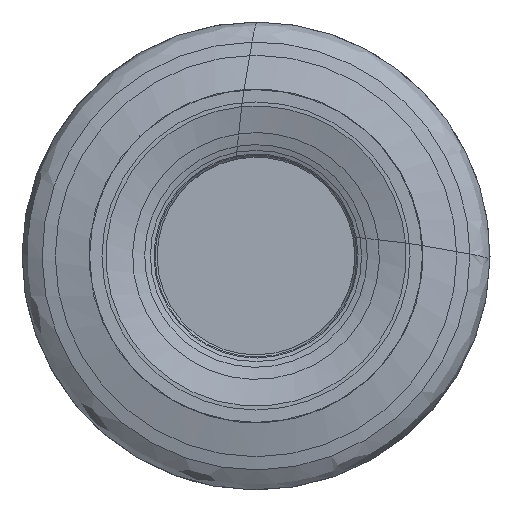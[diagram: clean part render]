
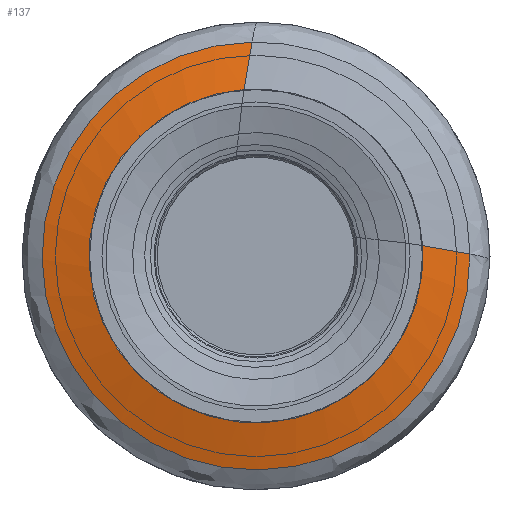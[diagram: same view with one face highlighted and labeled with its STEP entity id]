
A CAD part, left-side view. The second image highlights one B-rep face of the part: STEP entity #137.
In plain terms, the highlighted free-form (B-spline) face has degree [1, 3] with [2, 7] control points.
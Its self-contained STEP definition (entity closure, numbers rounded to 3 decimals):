
#137=ADVANCED_FACE('',(#246),#198,.F.);
#198=(
BOUNDED_SURFACE()
B_SPLINE_SURFACE(1,3,((#1640,#1641,#1642,#1643,#1644,#1645,#1646),(#1647,
#1648,#1649,#1650,#1651,#1652,#1653)),.UNSPECIFIED.,.F.,.F.,.F.)
B_SPLINE_SURFACE_WITH_KNOTS((2,2),(4,3,4),(0.,1.),(0.,0.5,1.),
 .UNSPECIFIED.)
GEOMETRIC_REPRESENTATION_ITEM()
RATIONAL_B_SPLINE_SURFACE(((1.,0.59,0.59,1.,0.59,
0.59,1.),(1.,0.59,0.59,1.,0.59,
0.59,1.)))
REPRESENTATION_ITEM('')
SURFACE()
);
#246=FACE_OUTER_BOUND('',#296,.T.);
#296=EDGE_LOOP('',(#488,#489,#490,#491));
#369=CIRCLE('',#886,7.135);
#370=CIRCLE('',#887,9.143);
#488=ORIENTED_EDGE('',*,*,#744,.F.);
#489=ORIENTED_EDGE('',*,*,#745,.T.);
#490=ORIENTED_EDGE('',*,*,#741,.T.);
#491=ORIENTED_EDGE('',*,*,#746,.T.);
#662=VERTEX_POINT('',#1617);
#663=VERTEX_POINT('',#1618);
#664=VERTEX_POINT('',#1636);
#665=VERTEX_POINT('',#1637);
#741=EDGE_CURVE('',#662,#663,#369,.T.);
#744=EDGE_CURVE('',#664,#665,#370,.T.);
#745=EDGE_CURVE('',#664,#662,#814,.T.);
#746=EDGE_CURVE('',#663,#665,#815,.T.);
#814=LINE('',#1638,#842);
#815=LINE('',#1639,#843);
#842=VECTOR('',#1039,1.);
#843=VECTOR('',#1040,1.);
#886=AXIS2_PLACEMENT_3D('',#1616,#1033,#1034);
#887=AXIS2_PLACEMENT_3D('',#1635,#1037,#1038);
#1033=DIRECTION('',(1.,0.,0.));
#1034=DIRECTION('',(0.,-0.998,0.062));
#1037=DIRECTION('',(1.,0.,0.));
#1038=DIRECTION('',(0.,-1.,0.009));
#1039=DIRECTION('',(-0.249,0.954,0.169));
#1040=DIRECTION('',(0.249,-0.16,0.955));
#1616=CARTESIAN_POINT('',(0.,0.,0.));
#1617=CARTESIAN_POINT('',(0.,-7.121,0.445));
#1618=CARTESIAN_POINT('',(0.,0.51,7.116));
#1635=CARTESIAN_POINT('',(0.528,0.,0.));
#1636=CARTESIAN_POINT('',(0.528,-9.143,0.087));
#1637=CARTESIAN_POINT('',(0.528,0.17,9.142));
#1638=CARTESIAN_POINT('',(0.,-7.121,0.445));
#1639=CARTESIAN_POINT('',(0.,0.51,7.116));
#1640=CARTESIAN_POINT('',(0.,-7.121,0.445));
#1641=CARTESIAN_POINT('',(0.,-7.585,-6.983));
#1642=CARTESIAN_POINT('',(0.,-0.907,-10.27));
#1643=CARTESIAN_POINT('',(0.,4.696,-5.371));
#1644=CARTESIAN_POINT('',(0.,10.299,-0.472));
#1645=CARTESIAN_POINT('',(0.,7.933,6.585));
#1646=CARTESIAN_POINT('',(0.,0.51,7.116));
#1647=CARTESIAN_POINT('',(0.528,-9.143,0.087));
#1648=CARTESIAN_POINT('',(0.528,-9.233,-9.451));
#1649=CARTESIAN_POINT('',(0.528,-0.464,-13.205));
#1650=CARTESIAN_POINT('',(0.528,6.374,-6.555));
#1651=CARTESIAN_POINT('',(0.528,13.212,0.094));
#1652=CARTESIAN_POINT('',(0.528,9.706,8.964));
#1653=CARTESIAN_POINT('',(0.528,0.17,9.142));
